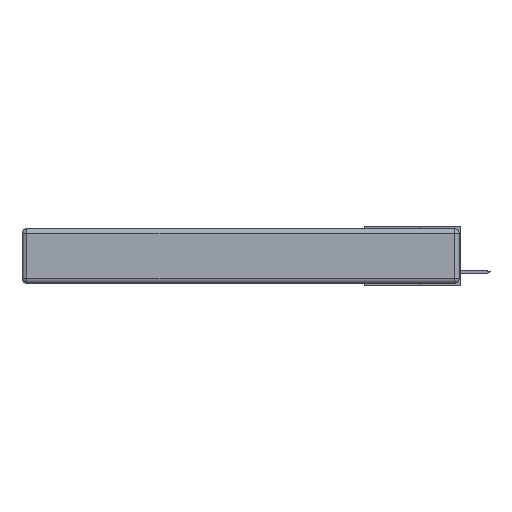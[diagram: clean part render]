
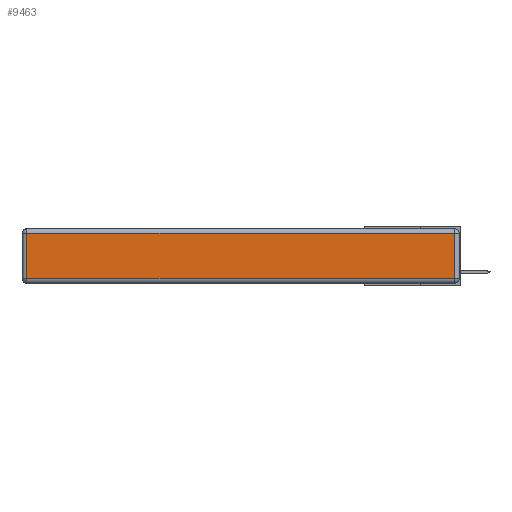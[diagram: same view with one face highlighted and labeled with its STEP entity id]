
A CAD part, left-side view. The second image highlights one B-rep face of the part: STEP entity #9463.
In plain terms, the highlighted planar face has unit normal (-1, 0, 0).
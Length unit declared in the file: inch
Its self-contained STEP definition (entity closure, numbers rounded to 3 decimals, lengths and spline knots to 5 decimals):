
#210 = DIRECTION ( 'NONE',  ( 0., 0., -1. ) ) ;
#2648 = VERTEX_POINT ( 'NONE', #11264 ) ;
#3254 = DIRECTION ( 'NONE',  ( 0., 0., 1. ) ) ;
#3899 = VERTEX_POINT ( 'NONE', #12439 ) ;
#4509 = ORIENTED_EDGE ( 'NONE', *, *, #10092, .T. ) ;
#4531 = EDGE_CURVE ( 'NONE', #3899, #2648, #21338, .T. ) ;
#5221 = DIRECTION ( 'NONE',  ( -1., 0., 0. ) ) ;
#5787 = VERTEX_POINT ( 'NONE', #17907 ) ;
#7205 = PLANE ( 'NONE',  #13113 ) ;
#7396 = DIRECTION ( 'NONE',  ( 0., 0., 1. ) ) ;
#7697 = LINE ( 'NONE', #20703, #16246 ) ;
#8703 = EDGE_CURVE ( 'NONE', #18897, #3899, #7697, .T. ) ;
#8748 = CARTESIAN_POINT ( 'NONE',  ( 0., 2.75, -0.03 ) ) ;
#9331 = EDGE_LOOP ( 'NONE', ( #4509, #23707, #18737, #16084 ) ) ;
#9463 = ADVANCED_FACE ( 'NONE', ( #15311 ), #7205, .T. ) ;
#9486 = DIRECTION ( 'NONE',  ( 0., -1., 0. ) ) ;
#9560 = CARTESIAN_POINT ( 'NONE',  ( 0., 0., -0.313 ) ) ;
#10092 = EDGE_CURVE ( 'NONE', #5787, #18897, #21714, .T. ) ;
#10483 = DIRECTION ( 'NONE',  ( 0., 1., 0. ) ) ;
#11264 = CARTESIAN_POINT ( 'NONE',  ( 0., 2.72, -0.03 ) ) ;
#11539 = CARTESIAN_POINT ( 'NONE',  ( 0., 2.72, -0.343 ) ) ;
#12439 = CARTESIAN_POINT ( 'NONE',  ( 0., 0.03, -0.03 ) ) ;
#13113 = AXIS2_PLACEMENT_3D ( 'NONE', #14549, #5221, #3254 ) ;
#13442 = VECTOR ( 'NONE', #10483, 39.37008 ) ;
#13525 = VECTOR ( 'NONE', #9486, 39.37008 ) ;
#14549 = CARTESIAN_POINT ( 'NONE',  ( 0., 0., -0.343 ) ) ;
#14707 = EDGE_CURVE ( 'NONE', #2648, #5787, #21379, .T. ) ;
#15311 = FACE_OUTER_BOUND ( 'NONE', #9331, .T. ) ;
#16084 = ORIENTED_EDGE ( 'NONE', *, *, #14707, .T. ) ;
#16246 = VECTOR ( 'NONE', #7396, 39.37008 ) ;
#17719 = CARTESIAN_POINT ( 'NONE',  ( 0., 0.03, -0.313 ) ) ;
#17854 = VECTOR ( 'NONE', #210, 39.37008 ) ;
#17907 = CARTESIAN_POINT ( 'NONE',  ( 0., 2.72, -0.313 ) ) ;
#18737 = ORIENTED_EDGE ( 'NONE', *, *, #4531, .T. ) ;
#18897 = VERTEX_POINT ( 'NONE', #17719 ) ;
#20703 = CARTESIAN_POINT ( 'NONE',  ( 0., 0.03, -0.343 ) ) ;
#21338 = LINE ( 'NONE', #8748, #13442 ) ;
#21379 = LINE ( 'NONE', #11539, #17854 ) ;
#21714 = LINE ( 'NONE', #9560, #13525 ) ;
#23707 = ORIENTED_EDGE ( 'NONE', *, *, #8703, .T. ) ;
